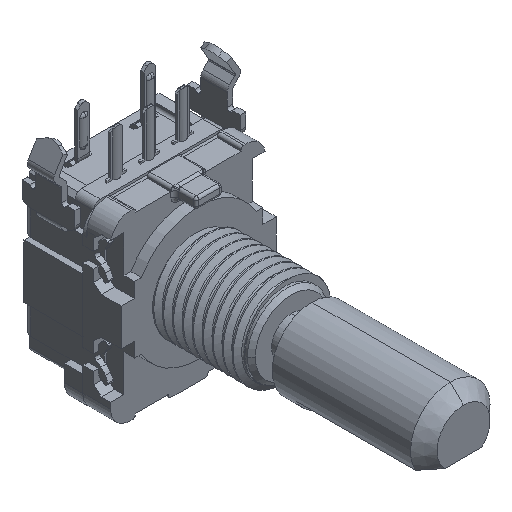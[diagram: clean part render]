
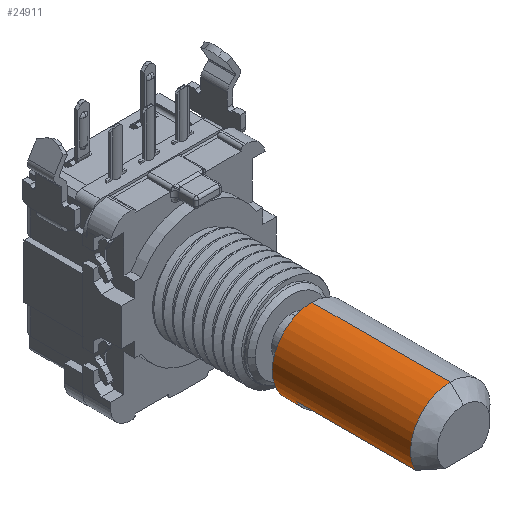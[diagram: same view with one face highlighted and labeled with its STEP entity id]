
A CAD part, isometric view. The second image highlights one B-rep face of the part: STEP entity #24911.
In plain terms, the highlighted cylindrical face has radius 3 mm (diameter 6 mm), a partial arc.
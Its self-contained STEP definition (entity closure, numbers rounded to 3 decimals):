
#23 = VERTEX_POINT ( 'NONE', #17792 ) ;
#379 = EDGE_CURVE ( 'NONE', #7158, #23, #2770, .T. ) ;
#1409 = CARTESIAN_POINT ( 'NONE',  ( 0., -15.9, -9.5 ) ) ;
#1476 = CARTESIAN_POINT ( 'NONE',  ( 0., -13.1, -9.5 ) ) ;
#1793 = CARTESIAN_POINT ( 'NONE',  ( 0., -26.35, -6.5 ) ) ;
#2006 = CARTESIAN_POINT ( 'NONE',  ( 0., -26.35, -3.5 ) ) ;
#2605 = CARTESIAN_POINT ( 'NONE',  ( -2.626, -17.35, -7.95 ) ) ;
#2770 = CIRCLE ( 'NONE', #26085, 3. ) ;
#2862 = VECTOR ( 'NONE', #18292, 1000. ) ;
#3239 = EDGE_CURVE ( 'NONE', #22066, #6117, #27021, .T. ) ;
#3552 = CARTESIAN_POINT ( 'NONE',  ( 0., -13.1, -3.5 ) ) ;
#6117 = VERTEX_POINT ( 'NONE', #2006 ) ;
#6291 = DIRECTION ( 'NONE',  ( 0., -1., 0. ) ) ;
#7158 = VERTEX_POINT ( 'NONE', #16861 ) ;
#9635 = CARTESIAN_POINT ( 'NONE',  ( 0., -17.35, -6.5 ) ) ;
#9819 = DIRECTION ( 'NONE',  ( 0., 0., 1. ) ) ;
#10592 = CARTESIAN_POINT ( 'NONE',  ( 0., -13.1, -6.5 ) ) ;
#10837 = DIRECTION ( 'NONE',  ( 0., 0., 1. ) ) ;
#11011 = CARTESIAN_POINT ( 'NONE',  ( 0., -15.9, -3.5 ) ) ;
#12404 = VECTOR ( 'NONE', #15564, 1000. ) ;
#13137 = DIRECTION ( 'NONE',  ( 0., -1., 0. ) ) ;
#13446 = LINE ( 'NONE', #1476, #27128 ) ;
#14119 = LINE ( 'NONE', #2605, #2862 ) ;
#14576 = CARTESIAN_POINT ( 'NONE',  ( -2.626, -26.35, -7.95 ) ) ;
#14895 = ORIENTED_EDGE ( 'NONE', *, *, #26046, .T. ) ;
#15327 = CIRCLE ( 'NONE', #27720, 3. ) ;
#15541 = CARTESIAN_POINT ( 'NONE',  ( 0., -15.9, -6.5 ) ) ;
#15564 = DIRECTION ( 'NONE',  ( 0., -1., 0. ) ) ;
#16143 = EDGE_CURVE ( 'NONE', #25985, #6117, #26422, .T. ) ;
#16861 = CARTESIAN_POINT ( 'NONE',  ( 0., -17.35, -9.5 ) ) ;
#17304 = ORIENTED_EDGE ( 'NONE', *, *, #23935, .T. ) ;
#17707 = DIRECTION ( 'NONE',  ( 0., 1., 0. ) ) ;
#17792 = CARTESIAN_POINT ( 'NONE',  ( -2.626, -17.35, -7.95 ) ) ;
#17894 = FACE_OUTER_BOUND ( 'NONE', #21273, .T. ) ;
#18292 = DIRECTION ( 'NONE',  ( 0., -1., 0. ) ) ;
#19459 = DIRECTION ( 'NONE',  ( 0., -1., 0. ) ) ;
#20360 = AXIS2_PLACEMENT_3D ( 'NONE', #10592, #13137, #26467 ) ;
#21273 = EDGE_LOOP ( 'NONE', ( #27884, #14895, #17304, #26222, #23564, #22684 ) ) ;
#21644 = VERTEX_POINT ( 'NONE', #1409 ) ;
#22066 = VERTEX_POINT ( 'NONE', #14576 ) ;
#22684 = ORIENTED_EDGE ( 'NONE', *, *, #3239, .T. ) ;
#23564 = ORIENTED_EDGE ( 'NONE', *, *, #28049, .T. ) ;
#23935 = EDGE_CURVE ( 'NONE', #21644, #7158, #13446, .T. ) ;
#24586 = AXIS2_PLACEMENT_3D ( 'NONE', #1793, #17707, #10837 ) ;
#24911 = ADVANCED_FACE ( 'NONE', ( #17894 ), #25608, .T. ) ;
#25315 = DIRECTION ( 'NONE',  ( 0., 1., 0. ) ) ;
#25608 = CYLINDRICAL_SURFACE ( 'NONE', #20360, 3. ) ;
#25985 = VERTEX_POINT ( 'NONE', #11011 ) ;
#26046 = EDGE_CURVE ( 'NONE', #25985, #21644, #15327, .T. ) ;
#26085 = AXIS2_PLACEMENT_3D ( 'NONE', #9635, #25315, #9819 ) ;
#26222 = ORIENTED_EDGE ( 'NONE', *, *, #379, .T. ) ;
#26422 = LINE ( 'NONE', #3552, #12404 ) ;
#26467 = DIRECTION ( 'NONE',  ( 0., 0., -1. ) ) ;
#26590 = DIRECTION ( 'NONE',  ( 0., 0., -1. ) ) ;
#27021 = CIRCLE ( 'NONE', #24586, 3. ) ;
#27128 = VECTOR ( 'NONE', #19459, 1000. ) ;
#27720 = AXIS2_PLACEMENT_3D ( 'NONE', #15541, #6291, #26590 ) ;
#27884 = ORIENTED_EDGE ( 'NONE', *, *, #16143, .F. ) ;
#28049 = EDGE_CURVE ( 'NONE', #23, #22066, #14119, .T. ) ;
